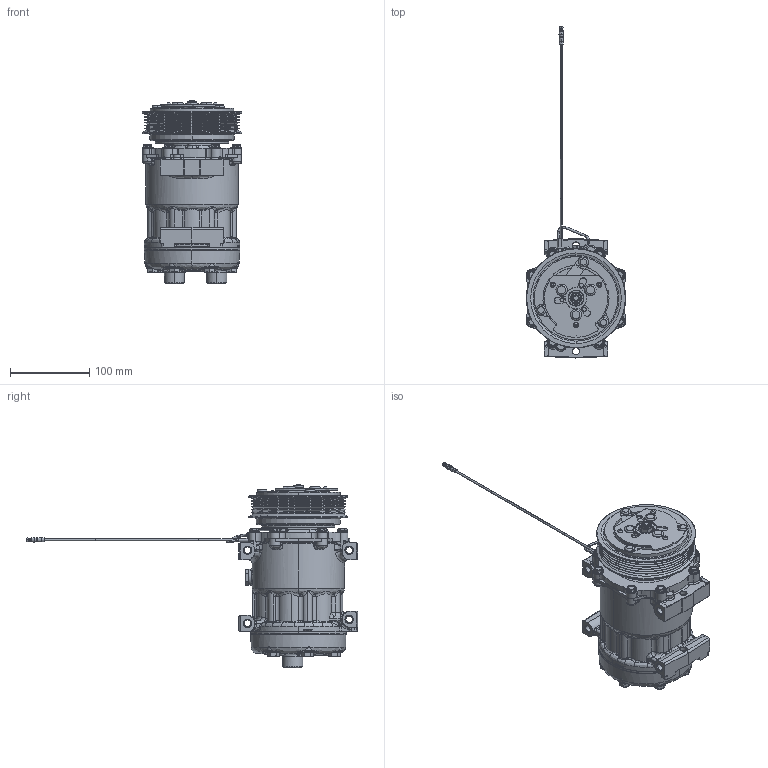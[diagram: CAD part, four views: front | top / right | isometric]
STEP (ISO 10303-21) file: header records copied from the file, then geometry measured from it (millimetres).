
FILE_DESCRIPTION (( 'STEP AP203' ), '1' );
FILE_NAME ('46411.STEP', '2008-05-14T20:24:37', ( '' ), ( '' ), 'SwSTEP 2.0', 'SolidWorks 2007', '' );
FILE_SCHEMA (( 'CONFIG_CONTROL_DESIGN' ));
Products named in the file (1): 46411
Bounding box: 125 x 417.9 x 230.94 mm (x, y, z)
Volume: 2173500.7 mm3; surface area: 250972.3 mm2
Topology: 1 solids, 5 shells, 2291 faces, 5872 edges, 3615 vertices
Faces by surface type: bspline 712, cylinder 639, plane 550, cone 243, torus 136, sphere 11
Entity records: 199275 total; most frequent: CARTESIAN_POINT 152617, ORIENTED_EDGE 11642, DIRECTION 6753, EDGE_CURVE 5821, VERTEX_POINT 3612, B_SPLINE_CURVE_WITH_KNOTS 3046, AXIS2_PLACEMENT_3D 2609, EDGE_LOOP 2443
